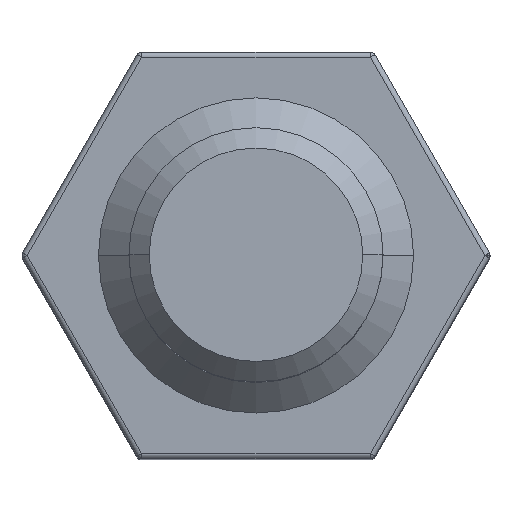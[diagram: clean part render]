
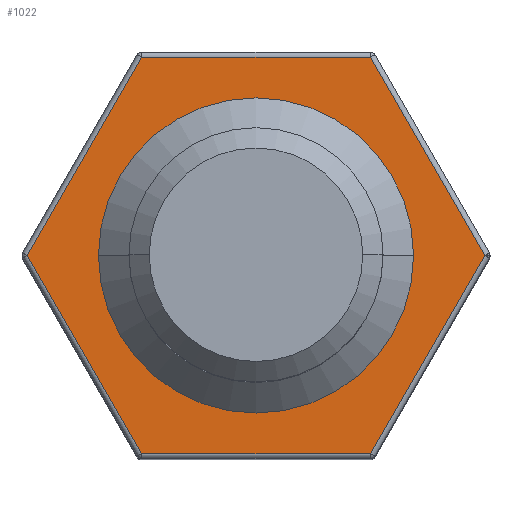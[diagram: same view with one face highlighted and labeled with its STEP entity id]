
A CAD part, top view. The second image highlights one B-rep face of the part: STEP entity #1022.
In plain terms, the highlighted planar face has unit normal (0, 0, 1).
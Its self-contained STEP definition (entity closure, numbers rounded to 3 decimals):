
#1 = CARTESIAN_POINT ( 'NONE',  ( -4.619, 0., 0. ) ) ;
#2 = VERTEX_POINT ( 'NONE', #1390 ) ;
#17 = ORIENTED_EDGE ( 'NONE', *, *, #495, .T. ) ;
#25 = PLANE ( 'NONE',  #497 ) ;
#90 = DIRECTION ( 'NONE',  ( 0.5, 0.866, 0. ) ) ;
#106 = CARTESIAN_POINT ( 'NONE',  ( 2.223, -3.95, 0. ) ) ;
#166 = VECTOR ( 'NONE', #832, 1000. ) ;
#185 = ORIENTED_EDGE ( 'NONE', *, *, #1419, .T. ) ;
#240 = LINE ( 'NONE', #852, #166 ) ;
#321 = CARTESIAN_POINT ( 'NONE',  ( 2.252, -3.9, 0. ) ) ;
#360 = CARTESIAN_POINT ( 'NONE',  ( -2.252, 3.9, 0. ) ) ;
#368 = CARTESIAN_POINT ( 'NONE',  ( -3.1, 0., 0. ) ) ;
#408 = VERTEX_POINT ( 'NONE', #968 ) ;
#471 = ORIENTED_EDGE ( 'NONE', *, *, #485, .T. ) ;
#472 = DIRECTION ( 'NONE',  ( -1., 0., 0. ) ) ;
#475 = DIRECTION ( 'NONE',  ( 0., 0., -1. ) ) ;
#480 = CARTESIAN_POINT ( 'NONE',  ( 0., 0., 0. ) ) ;
#485 = EDGE_CURVE ( 'NONE', #543, #845, #240, .T. ) ;
#495 = EDGE_CURVE ( 'NONE', #841, #2, #1292, .T. ) ;
#497 = AXIS2_PLACEMENT_3D ( 'NONE', #1, #631, #1216 ) ;
#507 = EDGE_CURVE ( 'NONE', #2, #543, #1243, .T. ) ;
#521 = CARTESIAN_POINT ( 'NONE',  ( 2.223, 3.95, 0. ) ) ;
#543 = VERTEX_POINT ( 'NONE', #689 ) ;
#616 = EDGE_CURVE ( 'NONE', #1351, #841, #1179, .T. ) ;
#617 = DIRECTION ( 'NONE',  ( -1., 0., 0. ) ) ;
#625 = CARTESIAN_POINT ( 'NONE',  ( -4.619, 3.9, 0. ) ) ;
#631 = DIRECTION ( 'NONE',  ( 0., 0., -1. ) ) ;
#647 = EDGE_LOOP ( 'NONE', ( #711, #752, #17, #671, #471, #757 ) ) ;
#651 = DIRECTION ( 'NONE',  ( -0.5, 0.866, 0. ) ) ;
#671 = ORIENTED_EDGE ( 'NONE', *, *, #507, .T. ) ;
#688 = VECTOR ( 'NONE', #651, 1000. ) ;
#689 = CARTESIAN_POINT ( 'NONE',  ( -2.252, -3.9, 0. ) ) ;
#711 = ORIENTED_EDGE ( 'NONE', *, *, #1074, .T. ) ;
#729 = EDGE_CURVE ( 'NONE', #819, #1332, #1099, .T. ) ;
#730 = DIRECTION ( 'NONE',  ( 0., 0., -1. ) ) ;
#745 = LINE ( 'NONE', #521, #688 ) ;
#752 = ORIENTED_EDGE ( 'NONE', *, *, #616, .T. ) ;
#757 = ORIENTED_EDGE ( 'NONE', *, *, #963, .T. ) ;
#770 = DIRECTION ( 'NONE',  ( 0.5, -0.866, 0. ) ) ;
#777 = CARTESIAN_POINT ( 'NONE',  ( -4.532, 0.05, 0. ) ) ;
#788 = FACE_OUTER_BOUND ( 'NONE', #647, .T. ) ;
#792 = ORIENTED_EDGE ( 'NONE', *, *, #729, .T. ) ;
#800 = FACE_BOUND ( 'NONE', #1368, .T. ) ;
#803 = VECTOR ( 'NONE', #90, 1000. ) ;
#811 = DIRECTION ( 'NONE',  ( -0.5, -0.866, 0. ) ) ;
#819 = VERTEX_POINT ( 'NONE', #368 ) ;
#832 = DIRECTION ( 'NONE',  ( 1., 0., 0. ) ) ;
#833 = CARTESIAN_POINT ( 'NONE',  ( 2.252, 3.9, 0. ) ) ;
#841 = VERTEX_POINT ( 'NONE', #360 ) ;
#844 = LINE ( 'NONE', #106, #803 ) ;
#845 = VERTEX_POINT ( 'NONE', #321 ) ;
#852 = CARTESIAN_POINT ( 'NONE',  ( -4.619, -3.9, 0. ) ) ;
#877 = CARTESIAN_POINT ( 'NONE',  ( -4.532, -0.05, 0. ) ) ;
#963 = EDGE_CURVE ( 'NONE', #845, #408, #844, .T. ) ;
#968 = CARTESIAN_POINT ( 'NONE',  ( 4.503, 0., 0. ) ) ;
#972 = AXIS2_PLACEMENT_3D ( 'NONE', #1362, #730, #1429 ) ;
#1022 = ADVANCED_FACE ( 'NONE', ( #788, #800 ), #25, .F. ) ;
#1074 = EDGE_CURVE ( 'NONE', #408, #1351, #745, .T. ) ;
#1099 = CIRCLE ( 'NONE', #1119, 3.1 ) ;
#1119 = AXIS2_PLACEMENT_3D ( 'NONE', #480, #475, #472 ) ;
#1162 = CIRCLE ( 'NONE', #972, 3.1 ) ;
#1179 = LINE ( 'NONE', #625, #1194 ) ;
#1194 = VECTOR ( 'NONE', #617, 1000. ) ;
#1216 = DIRECTION ( 'NONE',  ( -1., 0., 0. ) ) ;
#1224 = VECTOR ( 'NONE', #811, 1000. ) ;
#1242 = VECTOR ( 'NONE', #770, 1000. ) ;
#1243 = LINE ( 'NONE', #777, #1242 ) ;
#1292 = LINE ( 'NONE', #877, #1224 ) ;
#1332 = VERTEX_POINT ( 'NONE', #1415 ) ;
#1351 = VERTEX_POINT ( 'NONE', #833 ) ;
#1362 = CARTESIAN_POINT ( 'NONE',  ( 0., 0., 0. ) ) ;
#1368 = EDGE_LOOP ( 'NONE', ( #792, #185 ) ) ;
#1390 = CARTESIAN_POINT ( 'NONE',  ( -4.503, 0., 0. ) ) ;
#1415 = CARTESIAN_POINT ( 'NONE',  ( 3.1, 0., 0. ) ) ;
#1419 = EDGE_CURVE ( 'NONE', #1332, #819, #1162, .T. ) ;
#1429 = DIRECTION ( 'NONE',  ( -1., 0., 0. ) ) ;
